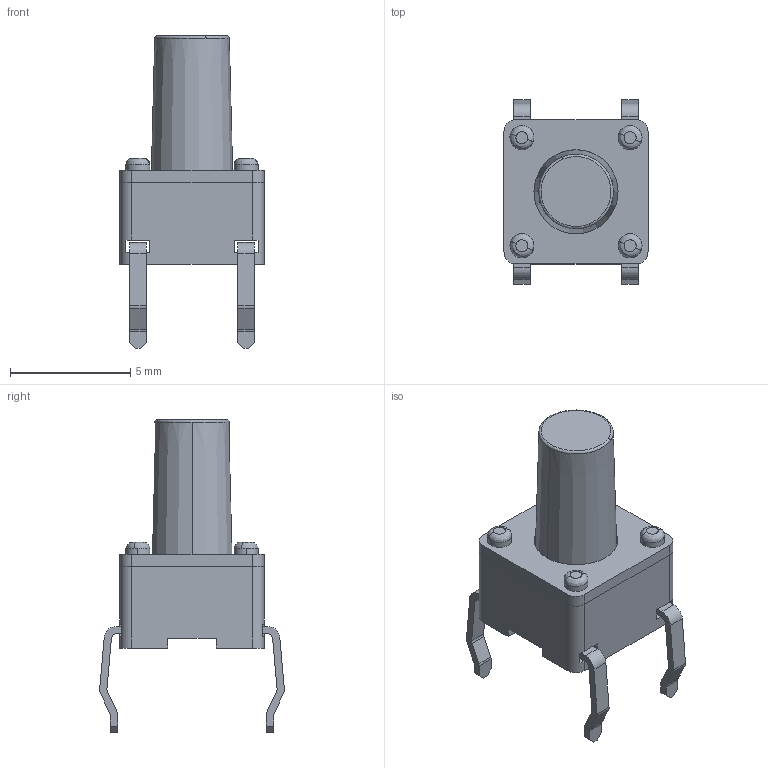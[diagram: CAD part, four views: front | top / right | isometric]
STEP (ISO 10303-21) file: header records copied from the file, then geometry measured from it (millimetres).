
FILE_DESCRIPTION (( 'STEP AP214' ), '1' );
FILE_NAME ('User Library-TACT_9.5.STEP', '2020-10-13T08:34:07', ( '' ), ( '' ), 'SwSTEP 2.0', 'SolidWorks 2020', '' );
FILE_SCHEMA (( 'AUTOMOTIVE_DESIGN' ));
Length unit declared in the file: millimetre
Products named in the file (1): User Library-TACT_9.5
Bounding box: 6 x 7.69 x 13 mm (x, y, z)
Volume: 181 mm3; surface area: 451.1 mm2
Topology: 5 solids, 5 shells, 139 faces, 394 edges, 266 vertices
Faces by surface type: plane 75, cylinder 52, bspline 10, cone 2
Entity records: 5006 total; most frequent: CARTESIAN_POINT 1234, ORIENTED_EDGE 788, DIRECTION 770, EDGE_CURVE 394, AXIS2_PLACEMENT_3D 266, VERTEX_POINT 266, VECTOR 238, LINE 238
